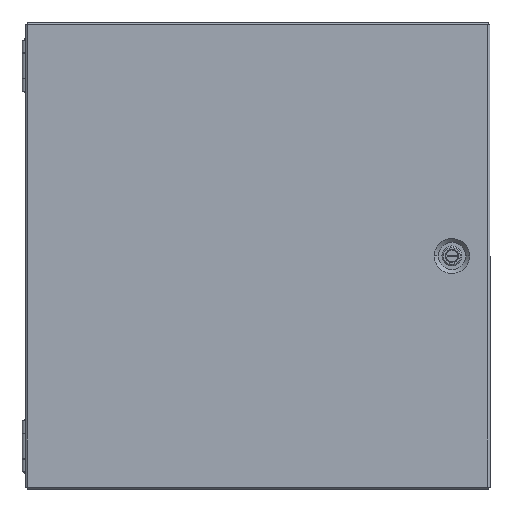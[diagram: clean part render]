
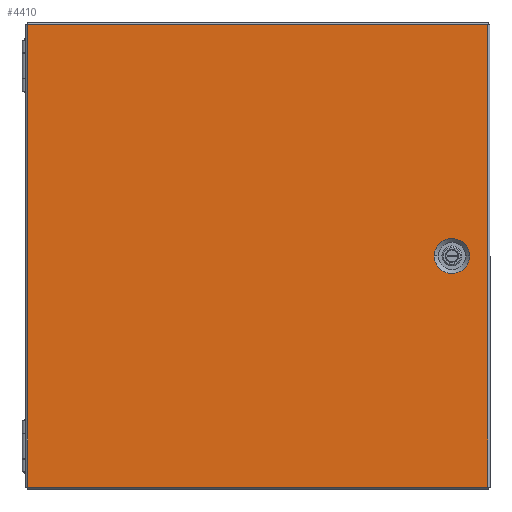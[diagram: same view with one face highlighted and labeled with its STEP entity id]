
A CAD part, top view. The second image highlights one B-rep face of the part: STEP entity #4410.
In plain terms, the highlighted planar face has unit normal (0, 0, 1).
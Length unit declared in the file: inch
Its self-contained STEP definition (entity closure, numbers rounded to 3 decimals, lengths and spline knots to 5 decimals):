
#755 = LINE ( 'NONE', #12972, #21748 ) ;
#1198 = VECTOR ( 'NONE', #12955, 39.37008 ) ;
#1473 = EDGE_CURVE ( 'NONE', #16129, #11000, #11897, .T. ) ;
#1495 = ORIENTED_EDGE ( 'NONE', *, *, #1473, .T. ) ;
#2566 = DIRECTION ( 'NONE',  ( 1., 0., 0. ) ) ;
#2882 = CARTESIAN_POINT ( 'NONE',  ( -9.0855, -9.1035, 6.118 ) ) ;
#3058 = DIRECTION ( 'NONE',  ( 1., 0., 0. ) ) ;
#3506 = ORIENTED_EDGE ( 'NONE', *, *, #25925, .T. ) ;
#4297 = CARTESIAN_POINT ( 'NONE',  ( 7.6285, 0.0005, 6.118 ) ) ;
#4367 = DIRECTION ( 'NONE',  ( 0., -1., 0. ) ) ;
#4410 = ADVANCED_FACE ( 'NONE', ( #9517, #19924 ), #11735, .T. ) ;
#5322 = VERTEX_POINT ( 'NONE', #2882 ) ;
#5374 = VECTOR ( 'NONE', #2566, 39.37008 ) ;
#6423 = VERTEX_POINT ( 'NONE', #12481 ) ;
#6445 = ORIENTED_EDGE ( 'NONE', *, *, #16794, .T. ) ;
#7583 = VECTOR ( 'NONE', #4367, 39.37008 ) ;
#8365 = AXIS2_PLACEMENT_3D ( 'NONE', #13532, #18251, #17855 ) ;
#8574 = EDGE_CURVE ( 'NONE', #10354, #5322, #14764, .T. ) ;
#8615 = EDGE_CURVE ( 'NONE', #6423, #10354, #755, .T. ) ;
#9517 = FACE_BOUND ( 'NONE', #16438, .T. ) ;
#9973 = CARTESIAN_POINT ( 'NONE',  ( 8.32339, 0.0005, 6.118 ) ) ;
#10354 = VERTEX_POINT ( 'NONE', #24549 ) ;
#10581 = AXIS2_PLACEMENT_3D ( 'NONE', #4297, #27339, #16628 ) ;
#11000 = VERTEX_POINT ( 'NONE', #12159 ) ;
#11107 = CARTESIAN_POINT ( 'NONE',  ( 7.6285, 0.0005, 6.118 ) ) ;
#11255 = AXIS2_PLACEMENT_3D ( 'NONE', #11107, #17614, #3058 ) ;
#11366 = VERTEX_POINT ( 'NONE', #22813 ) ;
#11735 = PLANE ( 'NONE',  #8365 ) ;
#11897 = CIRCLE ( 'NONE', #10581, 0.69489 ) ;
#12159 = CARTESIAN_POINT ( 'NONE',  ( 6.93361, 0.0005, 6.118 ) ) ;
#12481 = CARTESIAN_POINT ( 'NONE',  ( 9.0425, 9.1045, 6.118 ) ) ;
#12955 = DIRECTION ( 'NONE',  ( 0., 1., 0. ) ) ;
#12972 = CARTESIAN_POINT ( 'NONE',  ( 9.0425, 9.1045, 6.118 ) ) ;
#13093 = LINE ( 'NONE', #21559, #5374 ) ;
#13227 = DIRECTION ( 'NONE',  ( -1., 0., 0. ) ) ;
#13353 = LINE ( 'NONE', #15020, #1198 ) ;
#13532 = CARTESIAN_POINT ( 'NONE',  ( 9.0425, -9.1035, 6.118 ) ) ;
#14764 = LINE ( 'NONE', #23378, #7583 ) ;
#15020 = CARTESIAN_POINT ( 'NONE',  ( 9.0425, -9.1035, 6.118 ) ) ;
#16129 = VERTEX_POINT ( 'NONE', #9973 ) ;
#16438 = EDGE_LOOP ( 'NONE', ( #1495, #26287 ) ) ;
#16628 = DIRECTION ( 'NONE',  ( 1., 0., 0. ) ) ;
#16794 = EDGE_CURVE ( 'NONE', #5322, #11366, #13093, .T. ) ;
#17614 = DIRECTION ( 'NONE',  ( 0., 0., -1. ) ) ;
#17855 = DIRECTION ( 'NONE',  ( 1., 0., 0. ) ) ;
#18251 = DIRECTION ( 'NONE',  ( 0., 0., 1. ) ) ;
#18954 = EDGE_CURVE ( 'NONE', #11000, #16129, #21004, .T. ) ;
#19168 = ORIENTED_EDGE ( 'NONE', *, *, #8574, .T. ) ;
#19598 = EDGE_LOOP ( 'NONE', ( #26412, #19168, #6445, #3506 ) ) ;
#19924 = FACE_OUTER_BOUND ( 'NONE', #19598, .T. ) ;
#21004 = CIRCLE ( 'NONE', #11255, 0.69489 ) ;
#21559 = CARTESIAN_POINT ( 'NONE',  ( 9.0425, -9.1035, 6.118 ) ) ;
#21748 = VECTOR ( 'NONE', #13227, 39.37008 ) ;
#22813 = CARTESIAN_POINT ( 'NONE',  ( 9.0425, -9.1035, 6.118 ) ) ;
#23378 = CARTESIAN_POINT ( 'NONE',  ( -9.0855, -9.1035, 6.118 ) ) ;
#24549 = CARTESIAN_POINT ( 'NONE',  ( -9.0855, 9.1045, 6.118 ) ) ;
#25925 = EDGE_CURVE ( 'NONE', #11366, #6423, #13353, .T. ) ;
#26287 = ORIENTED_EDGE ( 'NONE', *, *, #18954, .T. ) ;
#26412 = ORIENTED_EDGE ( 'NONE', *, *, #8615, .T. ) ;
#27339 = DIRECTION ( 'NONE',  ( 0., 0., -1. ) ) ;
